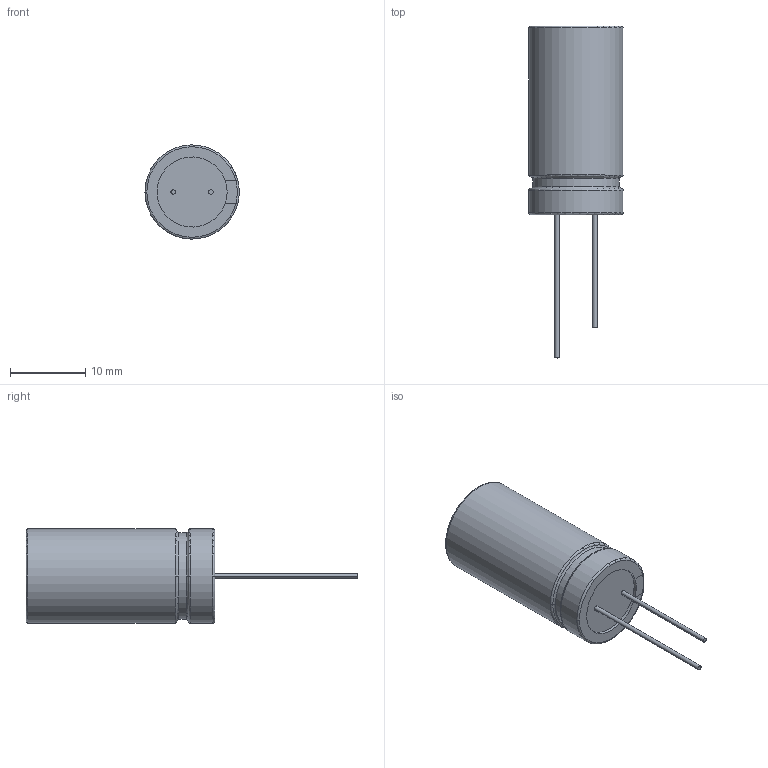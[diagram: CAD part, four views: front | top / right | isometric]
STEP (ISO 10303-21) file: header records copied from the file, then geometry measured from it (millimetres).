
FILE_DESCRIPTION (( 'STEP AP214' ), '1' );
FILE_NAME ('478CKS010M.STEP', '2021-11-06T04:06:44', ( '' ), ( '' ), 'SwSTEP 2.0', 'SolidWorks 2020', '' );
FILE_SCHEMA (( 'AUTOMOTIVE_DESIGN' ));
Length unit declared in the file: millimetre
Products named in the file (1): 478CKS010M
Bounding box: 12.48 x 44 x 12.49 mm (x, y, z)
Volume: 2971.1 mm3; surface area: 1828.5 mm2
Topology: 5 solids, 5 shells, 67 faces, 164 edges, 107 vertices
Faces by surface type: plane 28, torus 21, cylinder 18
Entity records: 2148 total; most frequent: CARTESIAN_POINT 479, DIRECTION 344, ORIENTED_EDGE 328, EDGE_CURVE 164, AXIS2_PLACEMENT_3D 140, VERTEX_POINT 107, CIRCLE 72, ADVANCED_FACE 67
